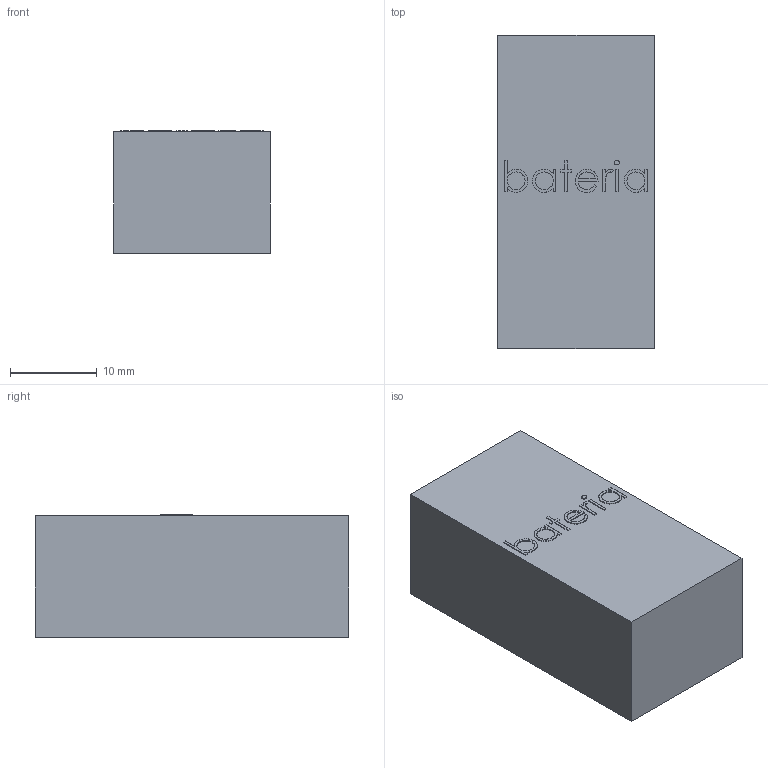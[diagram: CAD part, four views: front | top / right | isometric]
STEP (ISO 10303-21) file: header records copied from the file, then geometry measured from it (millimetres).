
FILE_DESCRIPTION (( 'STEP AP214' ), '1' );
FILE_NAME ('SL-bateria.STEP', '2021-04-09T00:29:40', ( '' ), ( '' ), 'SwSTEP 2.0', 'SolidWorks 2020', '' );
FILE_SCHEMA (( 'AUTOMOTIVE_DESIGN' ));
Length unit declared in the file: millimetre
Products named in the file (1): SL-bateria
Bounding box: 18 x 36 x 14.1 mm (x, y, z)
Volume: 9073.5 mm3; surface area: 2817.6 mm2
Topology: 1 solids, 1 shells, 102 faces, 264 edges, 176 vertices
Faces by surface type: plane 58, bspline 44
Entity records: 5106 total; most frequent: CARTESIAN_POINT 2875, ORIENTED_EDGE 528, DIRECTION 294, EDGE_CURVE 264, LINE 176, VERTEX_POINT 176, VECTOR 176, EDGE_LOOP 114
